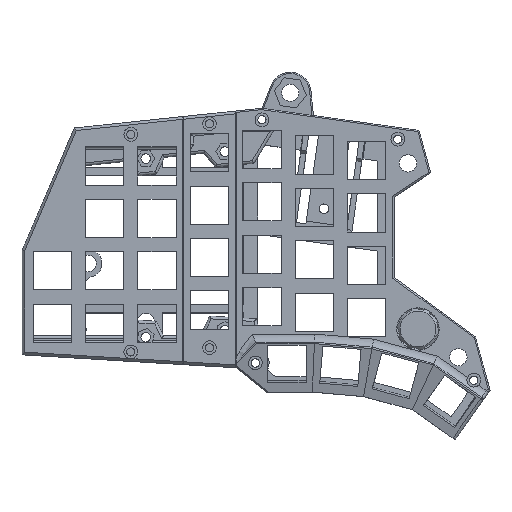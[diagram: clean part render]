
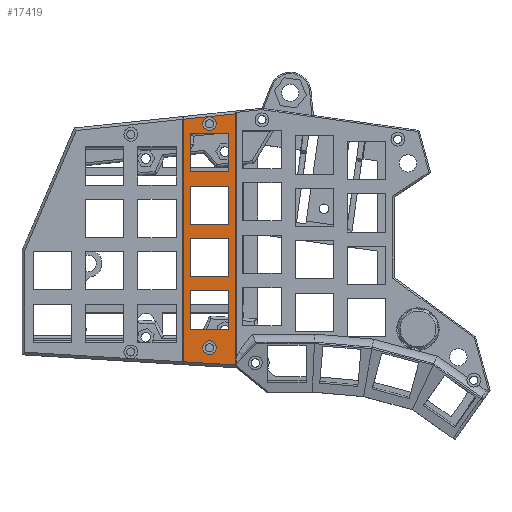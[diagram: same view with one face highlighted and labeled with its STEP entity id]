
A CAD part, top view. The second image highlights one B-rep face of the part: STEP entity #17419.
In plain terms, the highlighted planar face has unit normal (0, 0, 1).
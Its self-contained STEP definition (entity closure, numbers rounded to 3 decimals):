
#244=FACE_BOUND('',#2275,.T.);
#245=FACE_BOUND('',#2276,.T.);
#246=FACE_BOUND('',#2277,.T.);
#247=FACE_BOUND('',#2278,.T.);
#248=FACE_BOUND('',#2279,.T.);
#249=FACE_BOUND('',#2280,.T.);
#685=CIRCLE('',#18537,2.5);
#688=CIRCLE('',#18542,2.5);
#1282=FACE_OUTER_BOUND('',#2274,.T.);
#2274=EDGE_LOOP('',(#11959,#11960,#11961,#11962));
#2275=EDGE_LOOP('',(#11963));
#2276=EDGE_LOOP('',(#11964));
#2277=EDGE_LOOP('',(#11965,#11966,#11967,#11968));
#2278=EDGE_LOOP('',(#11969,#11970,#11971,#11972));
#2279=EDGE_LOOP('',(#11973,#11974,#11975,#11976));
#2280=EDGE_LOOP('',(#11977,#11978,#11979,#11980));
#3455=LINE('',#25353,#5433);
#3458=LINE('',#25359,#5436);
#3461=LINE('',#25365,#5439);
#3467=LINE('',#25378,#5445);
#3470=LINE('',#25383,#5448);
#3472=LINE('',#25387,#5450);
#3474=LINE('',#25390,#5452);
#3475=LINE('',#25394,#5453);
#3478=LINE('',#25399,#5456);
#3480=LINE('',#25403,#5458);
#3482=LINE('',#25406,#5460);
#3483=LINE('',#25410,#5461);
#3486=LINE('',#25415,#5464);
#3488=LINE('',#25419,#5466);
#3490=LINE('',#25422,#5468);
#3491=LINE('',#25426,#5469);
#3494=LINE('',#25431,#5472);
#3496=LINE('',#25435,#5474);
#3498=LINE('',#25438,#5476);
#3499=LINE('',#25440,#5477);
#5433=VECTOR('',#20337,10.);
#5436=VECTOR('',#20344,10.);
#5439=VECTOR('',#20349,10.);
#5445=VECTOR('',#20363,10.);
#5448=VECTOR('',#20368,10.);
#5450=VECTOR('',#20372,10.);
#5452=VECTOR('',#20376,10.);
#5453=VECTOR('',#20379,10.);
#5456=VECTOR('',#20384,10.);
#5458=VECTOR('',#20388,10.);
#5460=VECTOR('',#20392,10.);
#5461=VECTOR('',#20395,10.);
#5464=VECTOR('',#20400,10.);
#5466=VECTOR('',#20404,10.);
#5468=VECTOR('',#20408,10.);
#5469=VECTOR('',#20411,10.);
#5472=VECTOR('',#20416,10.);
#5474=VECTOR('',#20420,10.);
#5476=VECTOR('',#20424,10.);
#5477=VECTOR('',#20427,10.);
#7392=VERTEX_POINT('',#25328);
#7395=VERTEX_POINT('',#25337);
#7398=VERTEX_POINT('',#25346);
#7401=VERTEX_POINT('',#25351);
#7402=VERTEX_POINT('',#25358);
#7404=VERTEX_POINT('',#25364);
#7406=VERTEX_POINT('',#25376);
#7407=VERTEX_POINT('',#25377);
#7408=VERTEX_POINT('',#25382);
#7409=VERTEX_POINT('',#25386);
#7410=VERTEX_POINT('',#25392);
#7411=VERTEX_POINT('',#25393);
#7412=VERTEX_POINT('',#25398);
#7413=VERTEX_POINT('',#25402);
#7414=VERTEX_POINT('',#25408);
#7415=VERTEX_POINT('',#25409);
#7416=VERTEX_POINT('',#25414);
#7417=VERTEX_POINT('',#25418);
#7418=VERTEX_POINT('',#25424);
#7419=VERTEX_POINT('',#25425);
#7420=VERTEX_POINT('',#25430);
#7421=VERTEX_POINT('',#25434);
#9113=EDGE_CURVE('',#7392,#7392,#685,.T.);
#9117=EDGE_CURVE('',#7395,#7395,#688,.T.);
#9124=EDGE_CURVE('',#7401,#7398,#3455,.T.);
#9127=EDGE_CURVE('',#7398,#7402,#3458,.T.);
#9130=EDGE_CURVE('',#7402,#7404,#3461,.T.);
#9136=EDGE_CURVE('',#7406,#7407,#3467,.T.);
#9139=EDGE_CURVE('',#7407,#7408,#3470,.T.);
#9141=EDGE_CURVE('',#7408,#7409,#3472,.T.);
#9143=EDGE_CURVE('',#7409,#7406,#3474,.T.);
#9144=EDGE_CURVE('',#7410,#7411,#3475,.T.);
#9147=EDGE_CURVE('',#7411,#7412,#3478,.T.);
#9149=EDGE_CURVE('',#7412,#7413,#3480,.T.);
#9151=EDGE_CURVE('',#7413,#7410,#3482,.T.);
#9152=EDGE_CURVE('',#7414,#7415,#3483,.T.);
#9155=EDGE_CURVE('',#7415,#7416,#3486,.T.);
#9157=EDGE_CURVE('',#7416,#7417,#3488,.T.);
#9159=EDGE_CURVE('',#7417,#7414,#3490,.T.);
#9160=EDGE_CURVE('',#7418,#7419,#3491,.T.);
#9163=EDGE_CURVE('',#7419,#7420,#3494,.T.);
#9165=EDGE_CURVE('',#7420,#7421,#3496,.T.);
#9167=EDGE_CURVE('',#7421,#7418,#3498,.T.);
#9168=EDGE_CURVE('',#7401,#7404,#3499,.T.);
#11959=ORIENTED_EDGE('',*,*,#9124,.F.);
#11960=ORIENTED_EDGE('',*,*,#9168,.T.);
#11961=ORIENTED_EDGE('',*,*,#9130,.F.);
#11962=ORIENTED_EDGE('',*,*,#9127,.F.);
#11963=ORIENTED_EDGE('',*,*,#9113,.T.);
#11964=ORIENTED_EDGE('',*,*,#9117,.T.);
#11965=ORIENTED_EDGE('',*,*,#9167,.T.);
#11966=ORIENTED_EDGE('',*,*,#9160,.T.);
#11967=ORIENTED_EDGE('',*,*,#9163,.T.);
#11968=ORIENTED_EDGE('',*,*,#9165,.T.);
#11969=ORIENTED_EDGE('',*,*,#9159,.T.);
#11970=ORIENTED_EDGE('',*,*,#9152,.T.);
#11971=ORIENTED_EDGE('',*,*,#9155,.T.);
#11972=ORIENTED_EDGE('',*,*,#9157,.T.);
#11973=ORIENTED_EDGE('',*,*,#9151,.T.);
#11974=ORIENTED_EDGE('',*,*,#9144,.T.);
#11975=ORIENTED_EDGE('',*,*,#9147,.T.);
#11976=ORIENTED_EDGE('',*,*,#9149,.T.);
#11977=ORIENTED_EDGE('',*,*,#9143,.T.);
#11978=ORIENTED_EDGE('',*,*,#9136,.T.);
#11979=ORIENTED_EDGE('',*,*,#9139,.T.);
#11980=ORIENTED_EDGE('',*,*,#9141,.T.);
#16714=PLANE('',#18570);
#17419=ADVANCED_FACE('',(#1282,#244,#245,#246,#247,#248,#249),#16714,.T.);
#18537=AXIS2_PLACEMENT_3D('',#25329,#20312,#20313);
#18542=AXIS2_PLACEMENT_3D('',#25338,#20323,#20324);
#18570=AXIS2_PLACEMENT_3D('',#25441,#20428,#20429);
#20312=DIRECTION('center_axis',(0.,0.,-1.));
#20313=DIRECTION('ref_axis',(-1.,0.,0.));
#20323=DIRECTION('center_axis',(0.,0.,-1.));
#20324=DIRECTION('ref_axis',(-1.,0.,0.));
#20337=DIRECTION('',(0.995,0.105,0.));
#20344=DIRECTION('',(0.,-1.,0.));
#20349=DIRECTION('',(-0.998,0.06,0.));
#20363=DIRECTION('',(-1.,0.,0.));
#20368=DIRECTION('',(0.,1.,0.));
#20372=DIRECTION('',(1.,0.,0.));
#20376=DIRECTION('',(0.,-1.,0.));
#20379=DIRECTION('',(-1.,0.,0.));
#20384=DIRECTION('',(0.,1.,0.));
#20388=DIRECTION('',(1.,0.,0.));
#20392=DIRECTION('',(0.,-1.,0.));
#20395=DIRECTION('',(-1.,0.,0.));
#20400=DIRECTION('',(0.,1.,0.));
#20404=DIRECTION('',(1.,0.,0.));
#20408=DIRECTION('',(0.,-1.,0.));
#20411=DIRECTION('',(0.,1.,0.));
#20416=DIRECTION('',(1.,0.,0.));
#20420=DIRECTION('',(0.,-1.,0.));
#20424=DIRECTION('',(-1.,0.,0.));
#20427=DIRECTION('',(0.,-1.,0.));
#20428=DIRECTION('center_axis',(0.,0.,1.));
#20429=DIRECTION('ref_axis',(-1.,0.,0.));
#25328=CARTESIAN_POINT('',(-7.175,88.649,4.));
#25329=CARTESIAN_POINT('Origin',(-9.675,88.649,4.));
#25337=CARTESIAN_POINT('',(-7.175,7.292,4.));
#25338=CARTESIAN_POINT('Origin',(-9.675,7.292,4.));
#25346=CARTESIAN_POINT('',(-0.3,92.228,4.));
#25351=CARTESIAN_POINT('',(-19.05,90.257,4.));
#25353=CARTESIAN_POINT('',(-16.629,90.511,4.));
#25358=CARTESIAN_POINT('',(-0.3,1.02,4.));
#25359=CARTESIAN_POINT('',(-0.3,93.233,4.));
#25364=CARTESIAN_POINT('',(-19.05,2.153,4.));
#25365=CARTESIAN_POINT('',(-6.313,1.383,4.));
#25376=CARTESIAN_POINT('',(-2.725,33.05,4.));
#25377=CARTESIAN_POINT('',(-16.625,33.05,4.));
#25378=CARTESIAN_POINT('',(-2.725,33.05,4.));
#25382=CARTESIAN_POINT('',(-16.625,46.95,4.));
#25383=CARTESIAN_POINT('',(-16.625,33.05,4.));
#25386=CARTESIAN_POINT('',(-2.725,46.95,4.));
#25387=CARTESIAN_POINT('',(-16.625,46.95,4.));
#25390=CARTESIAN_POINT('',(-2.725,46.95,4.));
#25392=CARTESIAN_POINT('',(-2.725,52.1,4.));
#25393=CARTESIAN_POINT('',(-16.625,52.1,4.));
#25394=CARTESIAN_POINT('',(-2.725,52.1,4.));
#25398=CARTESIAN_POINT('',(-16.625,66.,4.));
#25399=CARTESIAN_POINT('',(-16.625,52.1,4.));
#25402=CARTESIAN_POINT('',(-2.725,66.,4.));
#25403=CARTESIAN_POINT('',(-16.625,66.,4.));
#25406=CARTESIAN_POINT('',(-2.725,66.,4.));
#25408=CARTESIAN_POINT('',(-2.725,14.,4.));
#25409=CARTESIAN_POINT('',(-16.625,14.,4.));
#25410=CARTESIAN_POINT('',(-2.725,14.,4.));
#25414=CARTESIAN_POINT('',(-16.625,27.9,4.));
#25415=CARTESIAN_POINT('',(-16.625,14.,4.));
#25418=CARTESIAN_POINT('',(-2.725,27.9,4.));
#25419=CARTESIAN_POINT('',(-16.625,27.9,4.));
#25422=CARTESIAN_POINT('',(-2.725,27.9,4.));
#25424=CARTESIAN_POINT('',(-16.625,71.15,4.));
#25425=CARTESIAN_POINT('',(-16.625,85.05,4.));
#25426=CARTESIAN_POINT('',(-16.625,71.15,4.));
#25430=CARTESIAN_POINT('',(-2.725,85.05,4.));
#25431=CARTESIAN_POINT('',(-16.625,85.05,4.));
#25434=CARTESIAN_POINT('',(-2.725,71.15,4.));
#25435=CARTESIAN_POINT('',(-2.725,85.05,4.));
#25438=CARTESIAN_POINT('',(-2.725,71.15,4.));
#25440=CARTESIAN_POINT('',(-19.05,91.262,4.));
#25441=CARTESIAN_POINT('Origin',(-9.675,46.626,4.));
